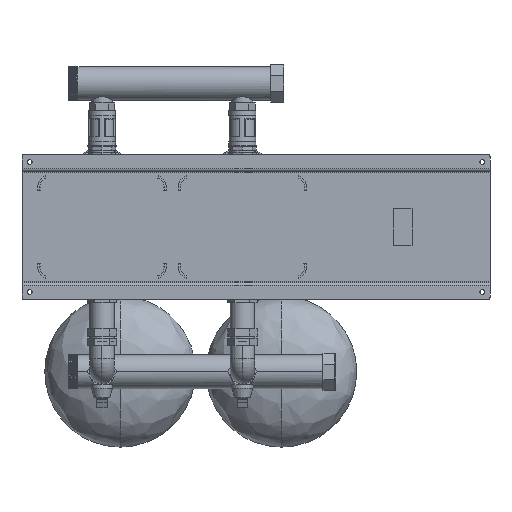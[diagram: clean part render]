
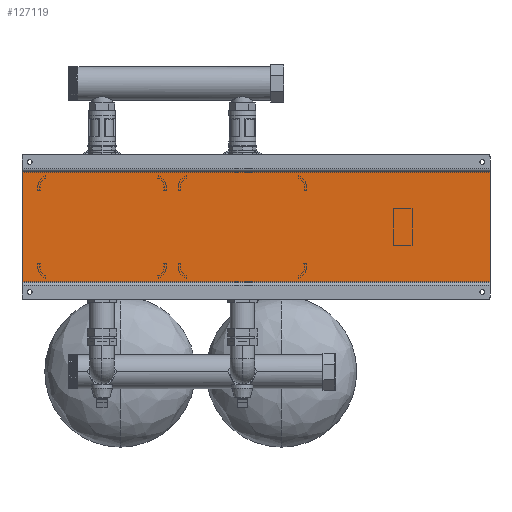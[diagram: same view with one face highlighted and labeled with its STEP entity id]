
A CAD part, front view. The second image highlights one B-rep face of the part: STEP entity #127119.
In plain terms, the highlighted planar face has unit normal (0, -1, 0).
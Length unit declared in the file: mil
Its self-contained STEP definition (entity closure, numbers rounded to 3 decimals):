
#5379 = DIRECTION ( 'NONE',  ( -1., 0., 0. ) ) ;
#5393 = DIRECTION ( 'NONE',  ( 0., 0., -1. ) ) ;
#6830 = EDGE_CURVE ( 'NONE', #139763, #60809, #7127, .T. ) ;
#7127 = LINE ( 'NONE', #18523, #101835 ) ;
#18300 = CARTESIAN_POINT ( 'NONE',  ( 17716.535, 2007.874, 4133.858 ) ) ;
#18523 = CARTESIAN_POINT ( 'NONE',  ( -17716.535, 2007.874, -4133.858 ) ) ;
#21231 = DIRECTION ( 'NONE',  ( 0., 1., 0. ) ) ;
#43421 = ORIENTED_EDGE ( 'NONE', *, *, #6830, .T. ) ;
#50898 = CARTESIAN_POINT ( 'NONE',  ( 17716.535, 2007.874, -4133.858 ) ) ;
#50914 = LINE ( 'NONE', #18300, #146961 ) ;
#56661 = VECTOR ( 'NONE', #5379, 39370.079 ) ;
#57766 = CARTESIAN_POINT ( 'NONE',  ( -17716.535, 2007.874, -4133.858 ) ) ;
#58381 = CARTESIAN_POINT ( 'NONE',  ( -17716.535, 2007.874, 4133.858 ) ) ;
#60809 = VERTEX_POINT ( 'NONE', #57766 ) ;
#62382 = CARTESIAN_POINT ( 'NONE',  ( 17716.535, 2007.874, 4133.858 ) ) ;
#63878 = LINE ( 'NONE', #62382, #105797 ) ;
#67509 = EDGE_LOOP ( 'NONE', ( #43421, #137670, #91099, #133768 ) ) ;
#72243 = DIRECTION ( 'NONE',  ( -1., 0., 0. ) ) ;
#75356 = EDGE_CURVE ( 'NONE', #115677, #106764, #50914, .T. ) ;
#78295 = DIRECTION ( 'NONE',  ( 0., 0., -1. ) ) ;
#91099 = ORIENTED_EDGE ( 'NONE', *, *, #75356, .F. ) ;
#95933 = CARTESIAN_POINT ( 'NONE',  ( 17716.535, 2007.874, -4133.858 ) ) ;
#101835 = VECTOR ( 'NONE', #78295, 39370.079 ) ;
#105797 = VECTOR ( 'NONE', #72243, 39370.079 ) ;
#106537 = PLANE ( 'NONE',  #128950 ) ;
#106764 = VERTEX_POINT ( 'NONE', #111526 ) ;
#107675 = LINE ( 'NONE', #50898, #56661 ) ;
#111526 = CARTESIAN_POINT ( 'NONE',  ( 17716.535, 2007.874, -4133.858 ) ) ;
#113643 = DIRECTION ( 'NONE',  ( 1., 0., 0. ) ) ;
#115677 = VERTEX_POINT ( 'NONE', #140128 ) ;
#126607 = EDGE_CURVE ( 'NONE', #115677, #139763, #63878, .T. ) ;
#127119 = ADVANCED_FACE ( 'NONE', ( #148462 ), #106537, .F. ) ;
#128950 = AXIS2_PLACEMENT_3D ( 'NONE', #95933, #21231, #113643 ) ;
#132496 = EDGE_CURVE ( 'NONE', #106764, #60809, #107675, .T. ) ;
#133768 = ORIENTED_EDGE ( 'NONE', *, *, #126607, .T. ) ;
#137670 = ORIENTED_EDGE ( 'NONE', *, *, #132496, .F. ) ;
#139763 = VERTEX_POINT ( 'NONE', #58381 ) ;
#140128 = CARTESIAN_POINT ( 'NONE',  ( 17716.535, 2007.874, 4133.858 ) ) ;
#146961 = VECTOR ( 'NONE', #5393, 39370.079 ) ;
#148462 = FACE_OUTER_BOUND ( 'NONE', #67509, .T. ) ;
